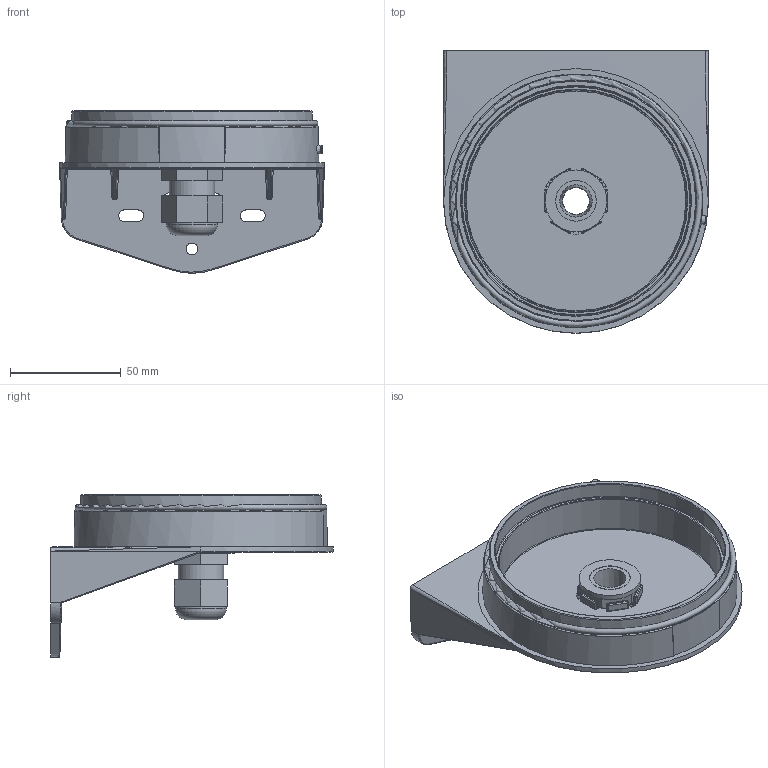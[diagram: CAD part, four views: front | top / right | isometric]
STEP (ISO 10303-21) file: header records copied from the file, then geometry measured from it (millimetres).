
FILE_DESCRIPTION(/* description */ ('Customer-3D'),/* implementation_level */ '2;1');
FILE_NAME(/* name */ '100000002229_prt_000.step',/* time_stamp */ '2018-12-14T09:05:35+01:00',/* author */ ('STOLZENTHALE'),/* organization */ ('WERMA Signaltechnik GmbH+Co.KG'),/* preprocessor_version */ 'ST-DEVELOPER v17',/* originating_system */ 'Autodesk Inventor 2018',/* authorisation */ 'public');
FILE_SCHEMA (('AUTOMOTIVE_DESIGN { 1 0 10303 214 3 1 1 }'));
Length unit declared in the file: millimetre
Products named in the file (1): 100000002229_prt_000
Bounding box: 119.85 x 127.92 x 73.5 mm (x, y, z)
Volume: 108336.3 mm3; surface area: 65547.1 mm2
Topology: 1 solids, 4 shells, 449 faces, 1026 edges, 608 vertices
Faces by surface type: cylinder 144, plane 121, bspline 81, cone 39, sphere 36, torus 28
Full cylindrical faces by diameter (mm): 12 x1, 18.376 x1, 20 x1, 20.6 x1, 23 x1, 28 x1
Entity records: 16495 total; most frequent: CARTESIAN_POINT 6095, DIRECTION 2113, ORIENTED_EDGE 2044, EDGE_CURVE 1022, AXIS2_PLACEMENT_3D 849, VERTEX_POINT 608, EDGE_LOOP 488, FACE_OUTER_BOUND 449
